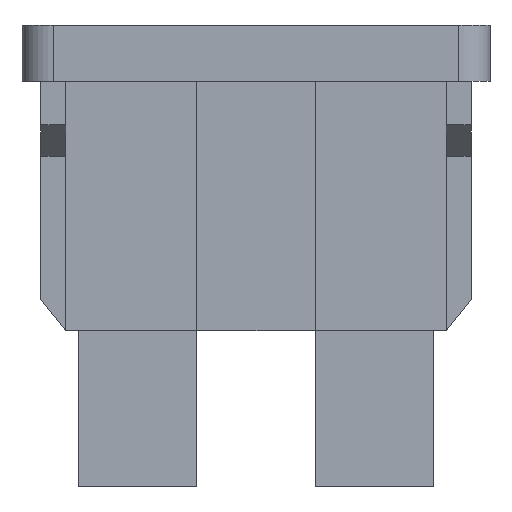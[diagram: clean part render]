
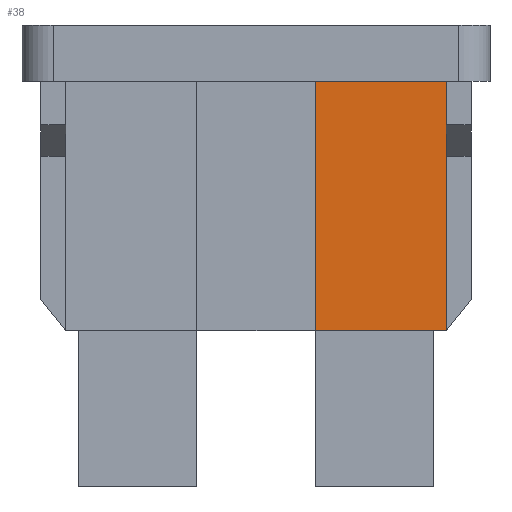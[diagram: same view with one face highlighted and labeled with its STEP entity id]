
A CAD part, front view. The second image highlights one B-rep face of the part: STEP entity #38.
In plain terms, the highlighted planar face has unit normal (0, -1, 0).
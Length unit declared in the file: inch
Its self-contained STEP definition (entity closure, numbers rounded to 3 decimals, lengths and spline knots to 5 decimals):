
#38 = ADVANCED_FACE ( 'NONE', ( #2927 ), #4371, .F. ) ;
#303 = AXIS2_PLACEMENT_3D ( 'NONE', #5764, #5304, #1088 ) ;
#324 = DIRECTION ( 'NONE',  ( 0., 0., 1. ) ) ;
#464 = VERTEX_POINT ( 'NONE', #5628 ) ;
#1070 = VECTOR ( 'NONE', #2911, 39.37008 ) ;
#1088 = DIRECTION ( 'NONE',  ( 0., 0., 1. ) ) ;
#1108 = ORIENTED_EDGE ( 'NONE', *, *, #3514, .T. ) ;
#1161 = VECTOR ( 'NONE', #5620, 39.37008 ) ;
#1272 = CARTESIAN_POINT ( 'NONE',  ( 0.68, 0.0675, -0.4 ) ) ;
#1492 = LINE ( 'NONE', #2434, #1070 ) ;
#1543 = DIRECTION ( 'NONE',  ( 0., 0., 1. ) ) ;
#1588 = EDGE_CURVE ( 'NONE', #4225, #5250, #4807, .T. ) ;
#1718 = ORIENTED_EDGE ( 'NONE', *, *, #2331, .T. ) ;
#1812 = LINE ( 'NONE', #1272, #4258 ) ;
#2013 = ORIENTED_EDGE ( 'NONE', *, *, #5348, .T. ) ;
#2209 = ORIENTED_EDGE ( 'NONE', *, *, #4345, .F. ) ;
#2331 = EDGE_CURVE ( 'NONE', #2926, #3504, #2552, .T. ) ;
#2434 = CARTESIAN_POINT ( 'NONE',  ( 0.68, 0.0675, -0.4 ) ) ;
#2455 = CARTESIAN_POINT ( 'NONE',  ( 0.47, 0.0675, -0.4 ) ) ;
#2552 = LINE ( 'NONE', #4436, #1161 ) ;
#2572 = CARTESIAN_POINT ( 'NONE',  ( 0.47, 0.0675, 0. ) ) ;
#2611 = EDGE_LOOP ( 'NONE', ( #1108, #3065, #2209, #2013, #1718 ) ) ;
#2911 = DIRECTION ( 'NONE',  ( -1., 0., 0. ) ) ;
#2926 = VERTEX_POINT ( 'NONE', #2930 ) ;
#2927 = FACE_OUTER_BOUND ( 'NONE', #2611, .T. ) ;
#2930 = CARTESIAN_POINT ( 'NONE',  ( 0.68, 0.0675, -0.10864 ) ) ;
#3053 = VECTOR ( 'NONE', #5041, 39.37008 ) ;
#3065 = ORIENTED_EDGE ( 'NONE', *, *, #1588, .F. ) ;
#3504 = VERTEX_POINT ( 'NONE', #6106 ) ;
#3514 = EDGE_CURVE ( 'NONE', #3504, #5250, #5975, .T. ) ;
#4225 = VERTEX_POINT ( 'NONE', #5003 ) ;
#4258 = VECTOR ( 'NONE', #324, 39.37008 ) ;
#4345 = EDGE_CURVE ( 'NONE', #464, #4225, #1492, .T. ) ;
#4371 = PLANE ( 'NONE',  #303 ) ;
#4436 = CARTESIAN_POINT ( 'NONE',  ( 0.68, 0.0675, -0.4 ) ) ;
#4694 = VECTOR ( 'NONE', #1543, 39.37008 ) ;
#4807 = LINE ( 'NONE', #2455, #4694 ) ;
#5003 = CARTESIAN_POINT ( 'NONE',  ( 0.47, 0.0675, -0.4 ) ) ;
#5041 = DIRECTION ( 'NONE',  ( -1., 0., 0. ) ) ;
#5250 = VERTEX_POINT ( 'NONE', #2572 ) ;
#5304 = DIRECTION ( 'NONE',  ( 0., 1., 0. ) ) ;
#5348 = EDGE_CURVE ( 'NONE', #464, #2926, #1812, .T. ) ;
#5620 = DIRECTION ( 'NONE',  ( 0., 0., 1. ) ) ;
#5628 = CARTESIAN_POINT ( 'NONE',  ( 0.68, 0.0675, -0.4 ) ) ;
#5764 = CARTESIAN_POINT ( 'NONE',  ( 0.68, 0.0675, -0.4 ) ) ;
#5975 = LINE ( 'NONE', #6045, #3053 ) ;
#6045 = CARTESIAN_POINT ( 'NONE',  ( 0.68, 0.0675, 0. ) ) ;
#6106 = CARTESIAN_POINT ( 'NONE',  ( 0.68, 0.0675, 0. ) ) ;
